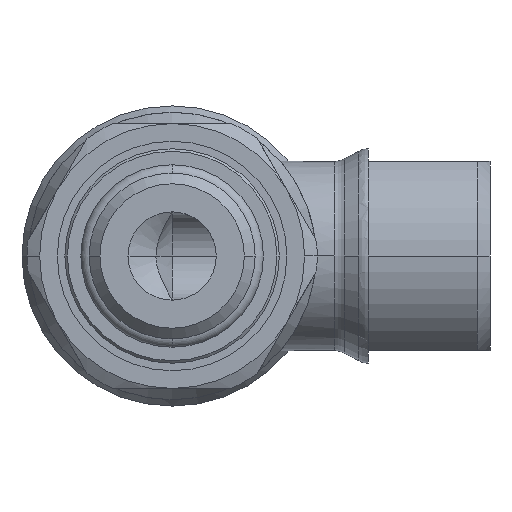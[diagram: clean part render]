
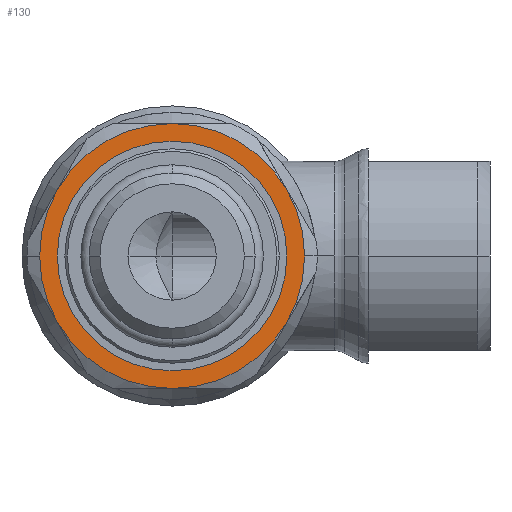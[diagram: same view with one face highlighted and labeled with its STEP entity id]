
A CAD part, front view. The second image highlights one B-rep face of the part: STEP entity #130.
In plain terms, the highlighted planar face has unit normal (0, -1, 0).
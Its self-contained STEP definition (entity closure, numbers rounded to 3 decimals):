
#130=ADVANCED_FACE('',(#374,#375),#376,.F.);
#374=FACE_OUTER_BOUND('',#701,.T.);
#375=FACE_BOUND('',#702,.T.);
#376=PLANE('',#703);
#701=EDGE_LOOP('',(#1515,#1516,#1517,#1518,#1519,#1520,#1521,#1522));
#702=EDGE_LOOP('',(#1523,#1524));
#703=AXIS2_PLACEMENT_3D('',#1525,#1526,#1527);
#1515=ORIENTED_EDGE('',*,*,#2328,.F.);
#1516=ORIENTED_EDGE('',*,*,#2329,.F.);
#1517=ORIENTED_EDGE('',*,*,#2330,.F.);
#1518=ORIENTED_EDGE('',*,*,#2213,.F.);
#1519=ORIENTED_EDGE('',*,*,#2331,.F.);
#1520=ORIENTED_EDGE('',*,*,#2332,.F.);
#1521=ORIENTED_EDGE('',*,*,#2207,.F.);
#1522=ORIENTED_EDGE('',*,*,#2333,.F.);
#1523=ORIENTED_EDGE('',*,*,#2334,.F.);
#1524=ORIENTED_EDGE('',*,*,#2335,.T.);
#1525=CARTESIAN_POINT('',(0.,8.502,0.));
#1526=DIRECTION('',(0.0,1.0,0.0));
#1527=DIRECTION('',(0.0,0.0,1.0));
#2207=EDGE_CURVE('',#2699,#2702,#2703,.T.);
#2213=EDGE_CURVE('',#2712,#2708,#2714,.T.);
#2328=EDGE_CURVE('',#2892,#2893,#2894,.T.);
#2329=EDGE_CURVE('',#2895,#2892,#2896,.T.);
#2330=EDGE_CURVE('',#2708,#2895,#2897,.T.);
#2331=EDGE_CURVE('',#2898,#2712,#2899,.T.);
#2332=EDGE_CURVE('',#2702,#2898,#2900,.T.);
#2333=EDGE_CURVE('',#2893,#2699,#2901,.T.);
#2334=EDGE_CURVE('',#2902,#2903,#2904,.T.);
#2335=EDGE_CURVE('',#2902,#2903,#2905,.T.);
#2699=VERTEX_POINT('',#3384);
#2702=VERTEX_POINT('',#3388);
#2703=CIRCLE('',#3389,10.5);
#2708=VERTEX_POINT('',#3405);
#2712=VERTEX_POINT('',#3410);
#2714=CIRCLE('',#3423,10.5);
#2892=VERTEX_POINT('',#3887);
#2893=VERTEX_POINT('',#3888);
#2894=CIRCLE('',#3889,10.5);
#2895=VERTEX_POINT('',#3890);
#2896=CIRCLE('',#3891,10.5);
#2897=CIRCLE('',#3892,10.5);
#2898=VERTEX_POINT('',#3893);
#2899=CIRCLE('',#3894,10.5);
#2900=CIRCLE('',#3895,10.5);
#2901=CIRCLE('',#3896,10.5);
#2902=VERTEX_POINT('',#3897);
#2903=VERTEX_POINT('',#3898);
#2904=CIRCLE('',#3899,9.1);
#2905=CIRCLE('',#3900,9.1);
#3384=CARTESIAN_POINT('',(10.5,8.502,0.));
#3388=CARTESIAN_POINT('',(9.093,8.502,-5.25));
#3389=AXIS2_PLACEMENT_3D('',#4594,#4595,#4596);
#3405=CARTESIAN_POINT('',(-10.5,8.502,0.));
#3410=CARTESIAN_POINT('',(-9.093,8.502,-5.25));
#3423=AXIS2_PLACEMENT_3D('',#4604,#4605,#4606);
#3887=CARTESIAN_POINT('',(0.,8.502,10.5));
#3888=CARTESIAN_POINT('',(9.093,8.502,5.25));
#3889=AXIS2_PLACEMENT_3D('',#4845,#4846,#4847);
#3890=CARTESIAN_POINT('',(-9.093,8.502,5.25));
#3891=AXIS2_PLACEMENT_3D('',#4848,#4849,#4850);
#3892=AXIS2_PLACEMENT_3D('',#4851,#4852,#4853);
#3893=CARTESIAN_POINT('',(0.0,8.502,-10.5));
#3894=AXIS2_PLACEMENT_3D('',#4854,#4855,#4856);
#3895=AXIS2_PLACEMENT_3D('',#4857,#4858,#4859);
#3896=AXIS2_PLACEMENT_3D('',#4860,#4861,#4862);
#3897=CARTESIAN_POINT('',(9.1,8.501,0.));
#3898=CARTESIAN_POINT('',(-9.1,8.501,0.));
#3899=AXIS2_PLACEMENT_3D('',#4863,#4864,#4865);
#3900=AXIS2_PLACEMENT_3D('',#4866,#4867,#4868);
#4594=CARTESIAN_POINT('',(0.0,8.502,0.0));
#4595=DIRECTION('',(-0.0,1.0,0.0));
#4596=DIRECTION('',(1.0,0.0,0.0));
#4604=CARTESIAN_POINT('',(0.0,8.502,0.0));
#4605=DIRECTION('',(-0.0,1.0,0.0));
#4606=DIRECTION('',(1.0,0.0,0.0));
#4845=CARTESIAN_POINT('',(0.0,8.502,0.0));
#4846=DIRECTION('',(-0.0,1.0,0.0));
#4847=DIRECTION('',(1.0,0.0,0.0));
#4848=CARTESIAN_POINT('',(0.0,8.502,0.0));
#4849=DIRECTION('',(-0.0,1.0,0.0));
#4850=DIRECTION('',(1.0,0.0,0.0));
#4851=CARTESIAN_POINT('',(0.0,8.502,0.0));
#4852=DIRECTION('',(-0.0,1.0,0.0));
#4853=DIRECTION('',(1.0,0.0,0.0));
#4854=CARTESIAN_POINT('',(0.0,8.502,0.0));
#4855=DIRECTION('',(-0.0,1.0,0.0));
#4856=DIRECTION('',(1.0,0.0,0.0));
#4857=CARTESIAN_POINT('',(0.0,8.502,0.0));
#4858=DIRECTION('',(-0.0,1.0,0.0));
#4859=DIRECTION('',(1.0,0.0,0.0));
#4860=CARTESIAN_POINT('',(0.0,8.502,0.0));
#4861=DIRECTION('',(-0.0,1.0,0.0));
#4862=DIRECTION('',(1.0,0.0,0.0));
#4863=CARTESIAN_POINT('',(0.0,8.502,0.0));
#4864=DIRECTION('',(-0.0,-1.0,-0.0));
#4865=DIRECTION('',(-1.0,0.0,0.0));
#4866=CARTESIAN_POINT('',(0.0,8.5,0.0));
#4867=DIRECTION('',(0.0,1.0,0.0));
#4868=DIRECTION('',(-1.0,0.0,0.0));
